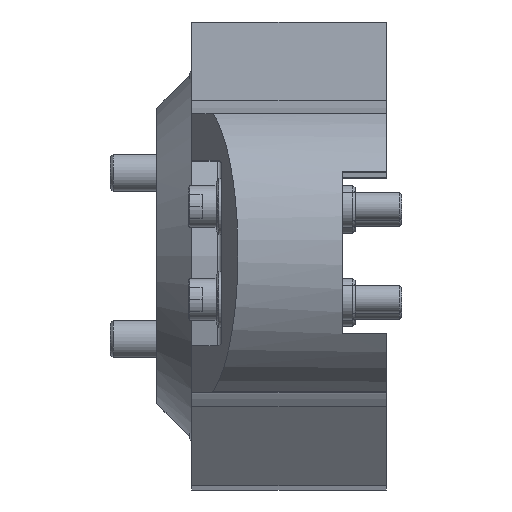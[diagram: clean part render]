
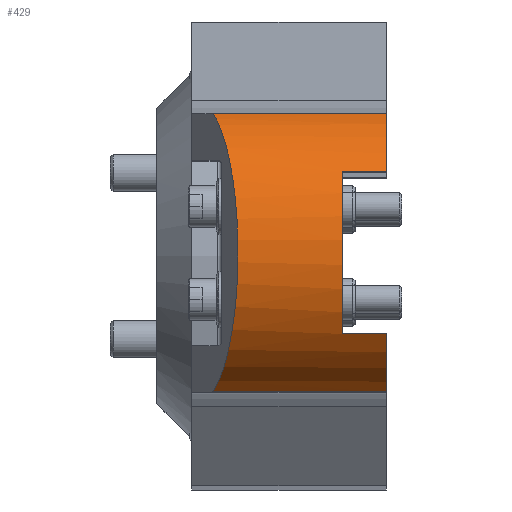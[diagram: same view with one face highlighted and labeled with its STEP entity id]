
A CAD part, top view. The second image highlights one B-rep face of the part: STEP entity #429.
In plain terms, the highlighted cylindrical face has radius 65 mm (diameter 130 mm), a partial arc.
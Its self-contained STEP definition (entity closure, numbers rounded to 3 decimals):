
#53 = AXIS2_PLACEMENT_3D ( 'NONE', #5855, #2760, #3967 ) ;
#155 = EDGE_CURVE ( 'NONE', #473, #772, #1612, .T. ) ;
#429 = ADVANCED_FACE ( 'NONE', ( #7054 ), #3041, .T. ) ;
#473 = VERTEX_POINT ( 'NONE', #6135 ) ;
#620 = CARTESIAN_POINT ( 'NONE',  ( 99., 60., 775. ) ) ;
#772 = VERTEX_POINT ( 'NONE', #5884 ) ;
#1202 = CARTESIAN_POINT ( 'NONE',  ( 80., -35., 804.772 ) ) ;
#1261 = DIRECTION ( 'NONE',  ( -1., 0., 0. ) ) ;
#1305 = EDGE_CURVE ( 'NONE', #3927, #473, #2745, .T. ) ;
#1612 = CIRCLE ( 'NONE', #4168, 65. ) ;
#1771 = VECTOR ( 'NONE', #3827, 1000. ) ;
#1931 = EDGE_LOOP ( 'NONE', ( #2699, #2025, #3152, #2666, #3059, #3696, #6982, #3254 ) ) ;
#1954 = VERTEX_POINT ( 'NONE', #5584 ) ;
#2025 = ORIENTED_EDGE ( 'NONE', *, *, #6355, .F. ) ;
#2105 = VERTEX_POINT ( 'NONE', #620 ) ;
#2178 = CARTESIAN_POINT ( 'NONE',  ( 41.058, -33.913, 837.609 ) ) ;
#2217 = EDGE_CURVE ( 'NONE', #6259, #1954, #3296, .T. ) ;
#2222 = CARTESIAN_POINT ( 'NONE',  ( 99., -60., 775. ) ) ;
#2335 = CARTESIAN_POINT ( 'NONE',  ( 24.282, -60., 775. ) ) ;
#2402 = LINE ( 'NONE', #2222, #6516 ) ;
#2666 = ORIENTED_EDGE ( 'NONE', *, *, #1305, .F. ) ;
#2699 = ORIENTED_EDGE ( 'NONE', *, *, #6549, .F. ) ;
#2745 = LINE ( 'NONE', #4256, #7906 ) ;
#2746 = CARTESIAN_POINT ( 'NONE',  ( 99., 35., 804.772 ) ) ;
#2760 = DIRECTION ( 'NONE',  ( -1., 0., 0. ) ) ;
#2779 = CARTESIAN_POINT ( 'NONE',  ( 41.058, 33.913, 837.609 ) ) ;
#3006 = CARTESIAN_POINT ( 'NONE',  ( 99., 0., 750. ) ) ;
#3041 = CYLINDRICAL_SURFACE ( 'NONE', #5783, 65. ) ;
#3046 = DIRECTION ( 'NONE',  ( 0., 0., 1. ) ) ;
#3059 = ORIENTED_EDGE ( 'NONE', *, *, #3474, .T. ) ;
#3090 = VERTEX_POINT ( 'NONE', #6272 ) ;
#3125 = CARTESIAN_POINT ( 'NONE',  ( 99., 0., 750. ) ) ;
#3152 = ORIENTED_EDGE ( 'NONE', *, *, #155, .F. ) ;
#3254 = ORIENTED_EDGE ( 'NONE', *, *, #4574, .T. ) ;
#3296 = LINE ( 'NONE', #2746, #6087 ) ;
#3474 = EDGE_CURVE ( 'NONE', #3927, #1954, #5321, .T. ) ;
#3641 = DIRECTION ( 'NONE',  ( 0., 0., -1. ) ) ;
#3696 = ORIENTED_EDGE ( 'NONE', *, *, #2217, .F. ) ;
#3827 = DIRECTION ( 'NONE',  ( -1., 0., 0. ) ) ;
#3858 = LINE ( 'NONE', #6862, #1771 ) ;
#3927 = VERTEX_POINT ( 'NONE', #1202 ) ;
#3967 = DIRECTION ( 'NONE',  ( 0., 0., 1. ) ) ;
#4168 = AXIS2_PLACEMENT_3D ( 'NONE', #3006, #7920, #4819 ) ;
#4200 = DIRECTION ( 'NONE',  ( 1., 0., 0. ) ) ;
#4256 = CARTESIAN_POINT ( 'NONE',  ( 99., -35., 804.772 ) ) ;
#4574 = EDGE_CURVE ( 'NONE', #2105, #3090, #3858, .T. ) ;
#4819 = DIRECTION ( 'NONE',  ( 0., 0., -1. ) ) ;
#5238 = VERTEX_POINT ( 'NONE', #2335 ) ;
#5269 = CIRCLE ( 'NONE', #5477, 65. ) ;
#5289 =( BOUNDED_CURVE ( )  B_SPLINE_CURVE ( 3, ( #7622, #2178, #2779, #7644 ),
 .UNSPECIFIED., .F., .F. ) 
 B_SPLINE_CURVE_WITH_KNOTS ( ( 4, 4 ),
 ( 1.966, 4.318 ),
 .UNSPECIFIED. ) 
 CURVE ( )  GEOMETRIC_REPRESENTATION_ITEM ( )  RATIONAL_B_SPLINE_CURVE ( ( 1., 0.59, 0.59, 1. ) ) 
 REPRESENTATION_ITEM ( '' )  );
#5290 = EDGE_CURVE ( 'NONE', #2105, #6259, #5269, .T. ) ;
#5321 = CIRCLE ( 'NONE', #53, 65. ) ;
#5458 = CARTESIAN_POINT ( 'NONE',  ( 99., 0., 750. ) ) ;
#5477 = AXIS2_PLACEMENT_3D ( 'NONE', #5458, #6077, #3641 ) ;
#5584 = CARTESIAN_POINT ( 'NONE',  ( 80., 35., 804.772 ) ) ;
#5783 = AXIS2_PLACEMENT_3D ( 'NONE', #3125, #1261, #3046 ) ;
#5855 = CARTESIAN_POINT ( 'NONE',  ( 80., 0., 750. ) ) ;
#5874 = DIRECTION ( 'NONE',  ( -1., 0., 0. ) ) ;
#5884 = CARTESIAN_POINT ( 'NONE',  ( 99., -60., 775. ) ) ;
#6077 = DIRECTION ( 'NONE',  ( 1., 0., 0. ) ) ;
#6087 = VECTOR ( 'NONE', #5874, 1000. ) ;
#6135 = CARTESIAN_POINT ( 'NONE',  ( 99., -35., 804.772 ) ) ;
#6259 = VERTEX_POINT ( 'NONE', #7582 ) ;
#6272 = CARTESIAN_POINT ( 'NONE',  ( 24.282, 60., 775. ) ) ;
#6355 = EDGE_CURVE ( 'NONE', #772, #5238, #2402, .T. ) ;
#6425 = DIRECTION ( 'NONE',  ( -1., 0., 0. ) ) ;
#6516 = VECTOR ( 'NONE', #6425, 1000. ) ;
#6549 = EDGE_CURVE ( 'NONE', #5238, #3090, #5289, .T. ) ;
#6862 = CARTESIAN_POINT ( 'NONE',  ( 99., 60., 775. ) ) ;
#6982 = ORIENTED_EDGE ( 'NONE', *, *, #5290, .F. ) ;
#7054 = FACE_OUTER_BOUND ( 'NONE', #1931, .T. ) ;
#7582 = CARTESIAN_POINT ( 'NONE',  ( 99., 35., 804.772 ) ) ;
#7622 = CARTESIAN_POINT ( 'NONE',  ( 24.282, -60., 775. ) ) ;
#7644 = CARTESIAN_POINT ( 'NONE',  ( 24.282, 60., 775. ) ) ;
#7906 = VECTOR ( 'NONE', #4200, 1000. ) ;
#7920 = DIRECTION ( 'NONE',  ( 1., 0., 0. ) ) ;
